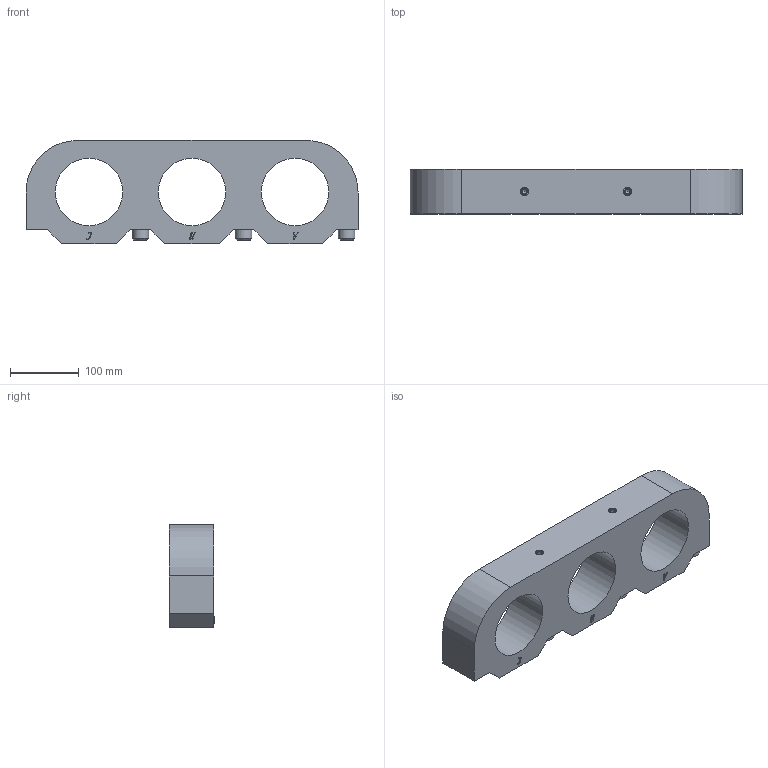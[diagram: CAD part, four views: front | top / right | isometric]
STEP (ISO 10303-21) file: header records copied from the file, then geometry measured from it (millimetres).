
FILE_DESCRIPTION(('STEP AP242'), '1');
FILE_NAME('ﾒﾘ-ﾝﾊ ﾌ2 65', '', ('UNSPECIFIED'), ('UNSPECIFIED'), 'ASCON STEP Converter 1.6', 'ASCON Math Kernel', '');
FILE_SCHEMA(('AP242_MANAGED_MODEL_BASED_3D_ENGINEERING_MIM_LF { 1 0 10303 442 1 1 4 }'));
Length unit declared in the file: millimetre
Assembly tree (6 placements, depth 2):
  (unnamed)
    (unnamed)
    (unnamed)  x2
    (unnamed)  x3
Bounding box: 483 x 66 x 150 mm (x, y, z)
Volume: 2846816.3 mm3; surface area: 246204.2 mm2
Topology: 6 solids, 6 shells, 331 faces, 825 edges, 526 vertices
Faces by surface type: cylinder 167, plane 154, cone 10
Full cylindrical faces by diameter (mm): 5.2 x18, 6.647 x2, 12 x6, 18 x3, 22 x3, 24 x3, 30 x9, 98 x3
Entity records: 9951 total; most frequent: DIRECTION 1418, CARTESIAN_POINT 1329, ORIENTED_EDGE 1260, EDGE_CURVE 630, AXIS2_PLACEMENT_3D 537, VERTEX_POINT 424, LINE 344, VECTOR 344
